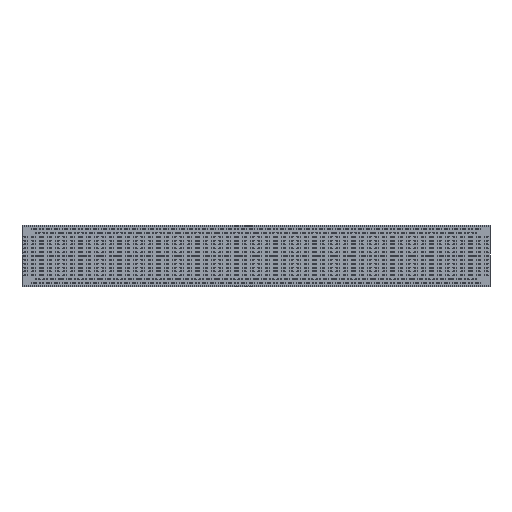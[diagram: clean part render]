
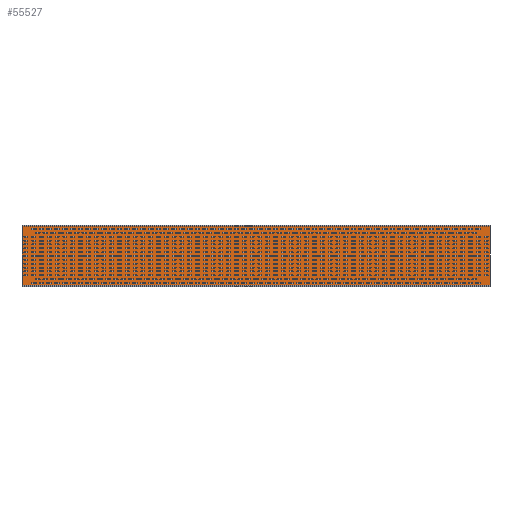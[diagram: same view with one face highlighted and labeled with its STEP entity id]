
A CAD part, top view. The second image highlights one B-rep face of the part: STEP entity #55527.
In plain terms, the highlighted planar face has unit normal (0, 0, 1).
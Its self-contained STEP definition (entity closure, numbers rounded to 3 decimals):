
#6972=PLANE('',#57891);
#9311=FACE_OUTER_BOUND('',#11667,.T.);
#11667=EDGE_LOOP('',(#46208,#46209,#46210,#46211));
#18649=LINE('',#83438,#23237);
#18650=LINE('',#83440,#23238);
#18651=LINE('',#83442,#23239);
#18652=LINE('',#83443,#23240);
#23237=VECTOR('',#64893,1.);
#23238=VECTOR('',#64894,1.);
#23239=VECTOR('',#64895,1.);
#23240=VECTOR('',#64896,1.);
#27830=VERTEX_POINT('',#83436);
#27831=VERTEX_POINT('',#83437);
#27832=VERTEX_POINT('',#83439);
#27833=VERTEX_POINT('',#83441);
#37001=EDGE_CURVE('',#27830,#27831,#18649,.F.);
#37002=EDGE_CURVE('',#27832,#27830,#18650,.T.);
#37003=EDGE_CURVE('',#27832,#27833,#18651,.T.);
#37004=EDGE_CURVE('',#27833,#27831,#18652,.T.);
#46208=ORIENTED_EDGE('',*,*,#37001,.F.);
#46209=ORIENTED_EDGE('',*,*,#37002,.F.);
#46210=ORIENTED_EDGE('',*,*,#37003,.T.);
#46211=ORIENTED_EDGE('',*,*,#37004,.T.);
#55527=ADVANCED_FACE('',(#9311),#6972,.T.);
#57891=AXIS2_PLACEMENT_3D('',#83435,#64891,#64892);
#64891=DIRECTION('center_axis',(0.,0.,1.));
#64892=DIRECTION('ref_axis',(0.,-1.,0.));
#64893=DIRECTION('',(-1.,0.,0.));
#64894=DIRECTION('',(0.,1.,0.));
#64895=DIRECTION('',(1.,0.,0.));
#64896=DIRECTION('',(0.,1.,0.));
#83435=CARTESIAN_POINT('Origin',(1689.224,536.386,-48.));
#83436=CARTESIAN_POINT('',(174.224,536.386,-48.));
#83437=CARTESIAN_POINT('',(3204.224,536.386,-48.));
#83438=CARTESIAN_POINT('',(1689.224,536.386,-48.));
#83439=CARTESIAN_POINT('',(174.224,144.386,-48.));
#83440=CARTESIAN_POINT('',(174.224,340.386,-48.));
#83441=CARTESIAN_POINT('',(3204.224,144.386,-48.));
#83442=CARTESIAN_POINT('',(1689.224,144.386,-48.));
#83443=CARTESIAN_POINT('',(3204.224,340.386,-48.));
